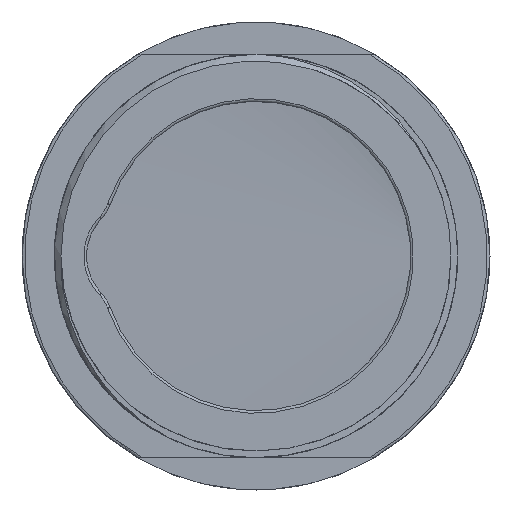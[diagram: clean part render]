
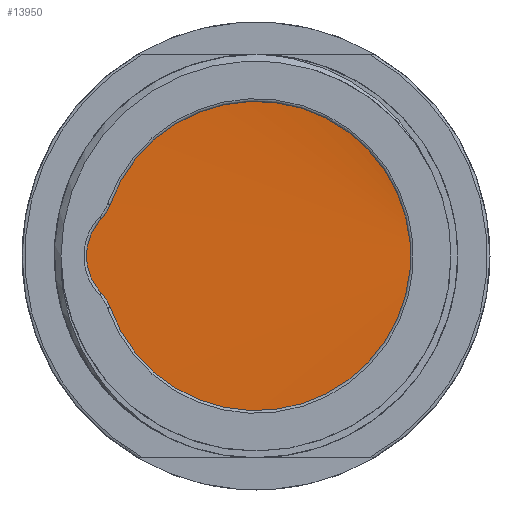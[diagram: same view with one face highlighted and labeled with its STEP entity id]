
A CAD part, left-side view. The second image highlights one B-rep face of the part: STEP entity #13950.
In plain terms, the highlighted cylindrical face has radius 14.5 mm (diameter 29 mm), a full revolution.
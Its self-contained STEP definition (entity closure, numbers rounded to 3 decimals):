
#1373=FACE_OUTER_BOUND('',#2113,.T.);
#2113=EDGE_LOOP('',(#8915,#8916,#8917));
#3001=B_SPLINE_CURVE_WITH_KNOTS('',3,(#19238,#19239,#19240,#19241,#19242,
#19243,#19244,#19245,#19246,#19247,#19248,#19249,#19250,#19251,#19252,#19253,
#19254),.UNSPECIFIED.,.F.,.F.,(4,1,1,1,1,1,1,1,1,1,1,1,1,1,4),(9.425,
9.87,10.354,10.837,11.32,11.803,
12.286,12.769,13.252,13.735,14.218,
14.701,15.184,15.667,15.708),
 .UNSPECIFIED.);
#3499=LINE('',#19191,#4447);
#3501=LINE('',#19255,#4449);
#4447=VECTOR('',#15889,14.5);
#4449=VECTOR('',#15897,14.5);
#5395=VERTEX_POINT('',#19189);
#5396=VERTEX_POINT('',#19190);
#5400=VERTEX_POINT('',#19237);
#6836=EDGE_CURVE('',#5395,#5396,#3499,.T.);
#6842=EDGE_CURVE('',#5400,#5396,#3001,.T.);
#6843=EDGE_CURVE('',#5400,#5395,#3501,.T.);
#8915=ORIENTED_EDGE('',*,*,#6836,.T.);
#8916=ORIENTED_EDGE('',*,*,#6842,.F.);
#8917=ORIENTED_EDGE('',*,*,#6843,.T.);
#13054=CYLINDRICAL_SURFACE('',#14712,14.5);
#13950=ADVANCED_FACE('',(#1373),#13054,.T.);
#14712=AXIS2_PLACEMENT_3D('',#19236,#15895,#15896);
#15889=DIRECTION('',(1.,0.,0.));
#15895=DIRECTION('center_axis',(1.,0.,0.));
#15896=DIRECTION('ref_axis',(0.,1.,0.));
#15897=DIRECTION('',(1.,0.,0.));
#19189=CARTESIAN_POINT('',(4.2,-14.5,0.));
#19190=CARTESIAN_POINT('',(5.4,-14.5,0.));
#19191=CARTESIAN_POINT('',(0.,-14.5,0.));
#19236=CARTESIAN_POINT('Origin',(0.,0.,0.));
#19237=CARTESIAN_POINT('',(2.6,-14.5,0.));
#19238=CARTESIAN_POINT('Ctrl Pts',(2.6,-14.501,0.));
#19239=CARTESIAN_POINT('Ctrl Pts',(2.666,-14.5,2.154));
#19240=CARTESIAN_POINT('Ctrl Pts',(2.804,-13.485,6.643));
#19241=CARTESIAN_POINT('Ctrl Pts',(3.014,-9.028,12.074));
#19242=CARTESIAN_POINT('Ctrl Pts',(3.229,-2.386,14.886));
#19243=CARTESIAN_POINT('Ctrl Pts',(3.444,4.802,14.291));
#19244=CARTESIAN_POINT('Ctrl Pts',(3.66,10.89,10.425));
#19245=CARTESIAN_POINT('Ctrl Pts',(3.875,14.487,4.174));
#19246=CARTESIAN_POINT('Ctrl Pts',(4.09,14.768,-3.033));
#19247=CARTESIAN_POINT('Ctrl Pts',(4.306,11.669,-9.546));
#19248=CARTESIAN_POINT('Ctrl Pts',(4.521,5.899,-13.874));
#19249=CARTESIAN_POINT('Ctrl Pts',(4.736,-1.22,-15.027));
#19250=CARTESIAN_POINT('Ctrl Pts',(4.951,-8.061,-12.74));
#19251=CARTESIAN_POINT('Ctrl Pts',(5.167,-13.056,-7.538));
#19252=CARTESIAN_POINT('Ctrl Pts',(5.316,-14.451,-2.726));
#19253=CARTESIAN_POINT('Ctrl Pts',(5.394,-14.501,-0.196));
#19254=CARTESIAN_POINT('Ctrl Pts',(5.4,-14.501,0.));
#19255=CARTESIAN_POINT('',(0.,-14.5,0.));
